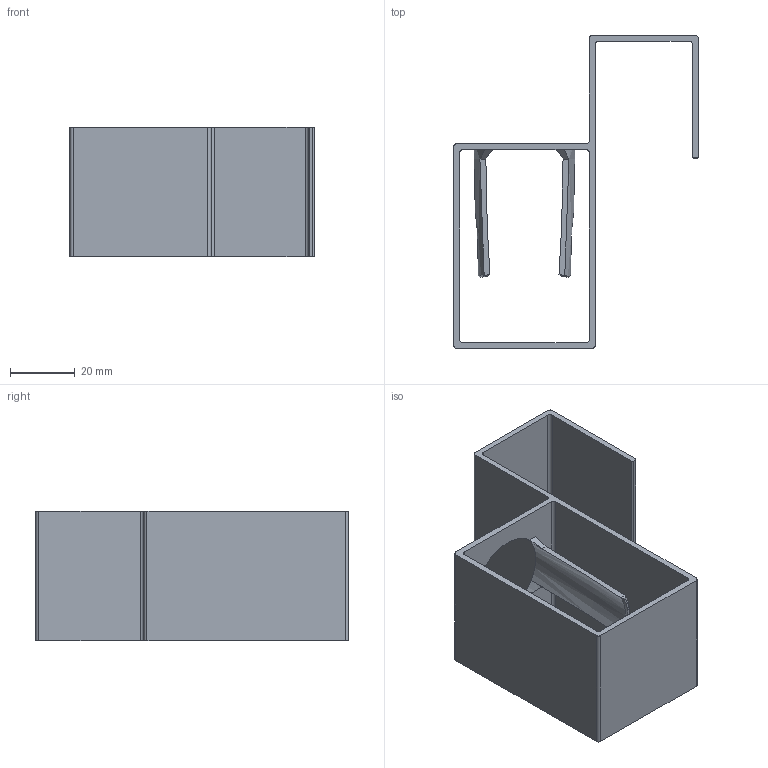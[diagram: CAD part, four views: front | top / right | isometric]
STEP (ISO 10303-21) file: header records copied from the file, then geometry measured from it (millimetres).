
FILE_DESCRIPTION(('FreeCAD Model'),'2;1');
FILE_NAME('Open CASCADE Shape Model','2025-10-08T21:10:10',(''),(''), 'Open CASCADE STEP processor 7.8','FreeCAD','Unknown');
FILE_SCHEMA(('AUTOMOTIVE_DESIGN { 1 0 10303 214 1 1 1 1 }'));
Length unit declared in the file: millimetre
Products named in the file (1): Body
Bounding box: 75.4 x 96.6 x 40 mm (x, y, z)
Volume: 22940.2 mm3; surface area: 27086.2 mm2
Topology: 1 solids, 1 shells, 56 faces, 159 edges, 105 vertices
Faces by surface type: plane 32, cylinder 16, bspline 8
Entity records: 6484 total; most frequent: CARTESIAN_POINT 3523, DIRECTION 489, ORIENTED_EDGE 318, PCURVE 318, DEFINITIONAL_REPRESENTATION 318, LINE 291, VECTOR 291, EDGE_CURVE 159
